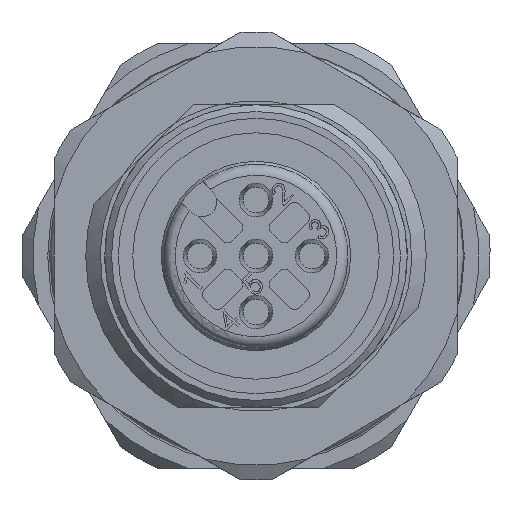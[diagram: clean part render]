
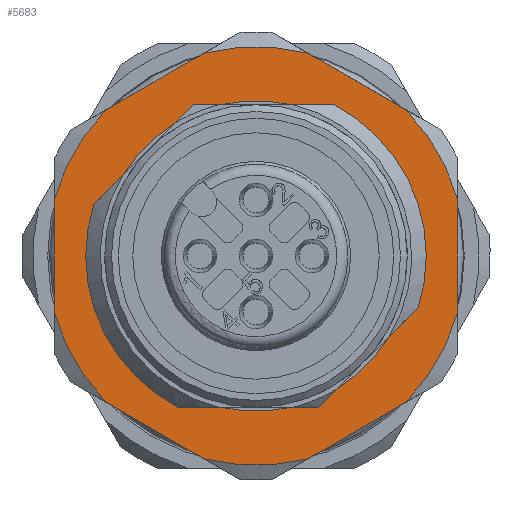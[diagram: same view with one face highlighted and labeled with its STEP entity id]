
A CAD part, left-side view. The second image highlights one B-rep face of the part: STEP entity #5683.
In plain terms, the highlighted planar face has unit normal (-1, 0, 0).
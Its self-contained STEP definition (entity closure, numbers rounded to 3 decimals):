
#848=PLANE('',#6963);
#968=LINE('',#9132,#1447);
#976=LINE('',#9149,#1455);
#980=LINE('',#9166,#1459);
#987=LINE('',#9179,#1466);
#991=LINE('',#9197,#1470);
#995=LINE('',#9214,#1474);
#1003=LINE('',#9231,#1482);
#1006=LINE('',#9245,#1485);
#1202=LINE('',#11273,#1713);
#1203=LINE('',#11277,#1714);
#1204=LINE('',#11281,#1715);
#1205=LINE('',#11285,#1716);
#1206=LINE('',#11289,#1717);
#1207=LINE('',#11293,#1718);
#1447=VECTOR('',#7283,1.);
#1455=VECTOR('',#7291,1.);
#1459=VECTOR('',#7297,1.);
#1466=VECTOR('',#7304,1.);
#1470=VECTOR('',#7310,1.);
#1474=VECTOR('',#7314,1.);
#1482=VECTOR('',#7324,1.);
#1485=VECTOR('',#7327,1.);
#1713=VECTOR('',#8239,1.);
#1714=VECTOR('',#8242,1.);
#1715=VECTOR('',#8245,1.);
#1716=VECTOR('',#8248,1.);
#1717=VECTOR('',#8251,1.);
#1718=VECTOR('',#8254,1.);
#2207=EDGE_LOOP('',(#3519,#3520,#3521,#3522,#3523,#3524,#3525,#3526,#3527,
#3528,#3529,#3530));
#2208=EDGE_LOOP('',(#3531,#3532,#3533,#3534,#3535,#3536,#3537,#3538,#3539,
#3540,#3541,#3542,#3543,#3544));
#3519=ORIENTED_EDGE('',*,*,#4858,.F.);
#3520=ORIENTED_EDGE('',*,*,#4859,.F.);
#3521=ORIENTED_EDGE('',*,*,#4860,.F.);
#3522=ORIENTED_EDGE('',*,*,#4861,.F.);
#3523=ORIENTED_EDGE('',*,*,#4862,.F.);
#3524=ORIENTED_EDGE('',*,*,#4863,.F.);
#3525=ORIENTED_EDGE('',*,*,#4864,.F.);
#3526=ORIENTED_EDGE('',*,*,#4865,.F.);
#3527=ORIENTED_EDGE('',*,*,#4866,.F.);
#3528=ORIENTED_EDGE('',*,*,#4867,.F.);
#3529=ORIENTED_EDGE('',*,*,#4868,.F.);
#3530=ORIENTED_EDGE('',*,*,#4869,.F.);
#3531=ORIENTED_EDGE('',*,*,#4870,.F.);
#3532=ORIENTED_EDGE('',*,*,#4293,.T.);
#3533=ORIENTED_EDGE('',*,*,#4314,.T.);
#3534=ORIENTED_EDGE('',*,*,#4871,.F.);
#3535=ORIENTED_EDGE('',*,*,#4307,.T.);
#3536=ORIENTED_EDGE('',*,*,#4289,.T.);
#3537=ORIENTED_EDGE('',*,*,#4334,.F.);
#3538=ORIENTED_EDGE('',*,*,#4872,.F.);
#3539=ORIENTED_EDGE('',*,*,#4339,.F.);
#3540=ORIENTED_EDGE('',*,*,#4320,.F.);
#3541=ORIENTED_EDGE('',*,*,#4873,.F.);
#3542=ORIENTED_EDGE('',*,*,#4326,.F.);
#3543=ORIENTED_EDGE('',*,*,#4285,.T.);
#3544=ORIENTED_EDGE('',*,*,#4301,.T.);
#4285=EDGE_CURVE('',#5995,#5996,#5172,.T.);
#4289=EDGE_CURVE('',#5999,#6000,#5174,.T.);
#4293=EDGE_CURVE('',#6003,#6004,#968,.T.);
#4301=EDGE_CURVE('',#5996,#6011,#976,.T.);
#4307=EDGE_CURVE('',#6016,#5999,#980,.T.);
#4314=EDGE_CURVE('',#6004,#6021,#987,.T.);
#4320=EDGE_CURVE('',#6026,#6027,#991,.T.);
#4326=EDGE_CURVE('',#5995,#6032,#995,.T.);
#4334=EDGE_CURVE('',#6039,#6000,#1003,.T.);
#4339=EDGE_CURVE('',#6027,#6043,#1006,.T.);
#4858=EDGE_CURVE('',#6391,#6392,#5327,.T.);
#4859=EDGE_CURVE('',#6393,#6391,#1202,.T.);
#4860=EDGE_CURVE('',#6394,#6393,#5328,.T.);
#4861=EDGE_CURVE('',#6395,#6394,#1203,.T.);
#4862=EDGE_CURVE('',#6396,#6395,#5329,.T.);
#4863=EDGE_CURVE('',#6397,#6396,#1204,.T.);
#4864=EDGE_CURVE('',#6398,#6397,#5330,.T.);
#4865=EDGE_CURVE('',#6399,#6398,#1205,.T.);
#4866=EDGE_CURVE('',#6400,#6399,#5331,.T.);
#4867=EDGE_CURVE('',#6401,#6400,#1206,.T.);
#4868=EDGE_CURVE('',#6402,#6401,#5332,.T.);
#4869=EDGE_CURVE('',#6392,#6402,#1207,.T.);
#4870=EDGE_CURVE('',#6003,#6011,#5333,.T.);
#4871=EDGE_CURVE('',#6016,#6021,#5334,.T.);
#4872=EDGE_CURVE('',#6043,#6039,#5335,.T.);
#4873=EDGE_CURVE('',#6032,#6026,#5336,.T.);
#5172=CIRCLE('',#6603,7.6);
#5174=CIRCLE('',#6606,7.6);
#5327=CIRCLE('',#6953,9.346);
#5328=CIRCLE('',#6954,9.346);
#5329=CIRCLE('',#6955,9.346);
#5330=CIRCLE('',#6956,9.346);
#5331=CIRCLE('',#6957,9.346);
#5332=CIRCLE('',#6958,9.346);
#5333=CIRCLE('',#6959,6.93);
#5334=CIRCLE('',#6960,6.93);
#5335=CIRCLE('',#6961,6.93);
#5336=CIRCLE('',#6962,6.93);
#5683=ADVANCED_FACE('',(#5928,#5929),#848,.F.);
#5928=FACE_BOUND('',#2207,.T.);
#5929=FACE_BOUND('',#2208,.T.);
#5995=VERTEX_POINT('',#9115);
#5996=VERTEX_POINT('',#9116);
#5999=VERTEX_POINT('',#9124);
#6000=VERTEX_POINT('',#9125);
#6003=VERTEX_POINT('',#9133);
#6004=VERTEX_POINT('',#9134);
#6011=VERTEX_POINT('',#9148);
#6016=VERTEX_POINT('',#9167);
#6021=VERTEX_POINT('',#9178);
#6026=VERTEX_POINT('',#9196);
#6027=VERTEX_POINT('',#9198);
#6032=VERTEX_POINT('',#9215);
#6039=VERTEX_POINT('',#9230);
#6043=VERTEX_POINT('',#9246);
#6391=VERTEX_POINT('',#11271);
#6392=VERTEX_POINT('',#11272);
#6393=VERTEX_POINT('',#11274);
#6394=VERTEX_POINT('',#11276);
#6395=VERTEX_POINT('',#11278);
#6396=VERTEX_POINT('',#11280);
#6397=VERTEX_POINT('',#11282);
#6398=VERTEX_POINT('',#11284);
#6399=VERTEX_POINT('',#11286);
#6400=VERTEX_POINT('',#11288);
#6401=VERTEX_POINT('',#11290);
#6402=VERTEX_POINT('',#11292);
#6603=AXIS2_PLACEMENT_3D('',#9114,#7267,#7268);
#6606=AXIS2_PLACEMENT_3D('',#9123,#7275,#7276);
#6953=AXIS2_PLACEMENT_3D('',#11270,#8237,#8238);
#6954=AXIS2_PLACEMENT_3D('',#11275,#8240,#8241);
#6955=AXIS2_PLACEMENT_3D('',#11279,#8243,#8244);
#6956=AXIS2_PLACEMENT_3D('',#11283,#8246,#8247);
#6957=AXIS2_PLACEMENT_3D('',#11287,#8249,#8250);
#6958=AXIS2_PLACEMENT_3D('',#11291,#8252,#8253);
#6959=AXIS2_PLACEMENT_3D('',#11294,#8255,#8256);
#6960=AXIS2_PLACEMENT_3D('',#11295,#8257,#8258);
#6961=AXIS2_PLACEMENT_3D('',#11296,#8259,#8260);
#6962=AXIS2_PLACEMENT_3D('',#11297,#8261,#8262);
#6963=AXIS2_PLACEMENT_3D('',#11298,#8263,#8264);
#7267=DIRECTION('',(1.,0.,0.));
#7268=DIRECTION('',(0.,0.,-1.));
#7275=DIRECTION('',(1.,0.,0.));
#7276=DIRECTION('',(0.,0.,-1.));
#7283=DIRECTION('',(0.,-0.707,0.707));
#7291=DIRECTION('',(0.,-0.707,0.707));
#7297=DIRECTION('',(0.,-1.,0.));
#7304=DIRECTION('',(0.,-1.,0.));
#7310=DIRECTION('',(0.,-1.,0.));
#7314=DIRECTION('',(0.,-1.,0.));
#7324=DIRECTION('',(0.,-0.707,0.707));
#7327=DIRECTION('',(0.,-0.707,0.707));
#8237=DIRECTION('',(1.,0.,0.));
#8238=DIRECTION('',(0.,-1.,0.));
#8239=DIRECTION('',(0.,0.,-1.));
#8240=DIRECTION('',(1.,0.,0.));
#8241=DIRECTION('',(0.,-1.,0.));
#8242=DIRECTION('',(0.,-0.866,-0.5));
#8243=DIRECTION('',(1.,0.,0.));
#8244=DIRECTION('',(0.,-1.,0.));
#8245=DIRECTION('',(0.,-0.866,0.5));
#8246=DIRECTION('',(1.,0.,0.));
#8247=DIRECTION('',(0.,-1.,0.));
#8248=DIRECTION('',(0.,0.,1.));
#8249=DIRECTION('',(1.,0.,0.));
#8250=DIRECTION('',(0.,-1.,0.));
#8251=DIRECTION('',(0.,0.866,0.5));
#8252=DIRECTION('',(1.,0.,0.));
#8253=DIRECTION('',(0.,-1.,0.));
#8254=DIRECTION('',(0.,0.866,-0.5));
#8255=DIRECTION('',(-1.,0.,0.));
#8256=DIRECTION('',(0.,0.,-1.));
#8257=DIRECTION('',(-1.,0.,0.));
#8258=DIRECTION('',(0.,0.,-1.));
#8259=DIRECTION('',(-1.,0.,0.));
#8260=DIRECTION('',(0.,0.,-1.));
#8261=DIRECTION('',(-1.,0.,0.));
#8262=DIRECTION('',(0.,0.,-1.));
#8263=DIRECTION('',(1.,0.,0.));
#8264=DIRECTION('',(0.,-1.,0.));
#9114=CARTESIAN_POINT('',(9.5,0.,0.));
#9115=CARTESIAN_POINT('',(9.5,3.492,-6.75));
#9116=CARTESIAN_POINT('',(9.5,7.243,2.303));
#9123=CARTESIAN_POINT('',(9.5,0.,0.));
#9124=CARTESIAN_POINT('',(9.5,-3.492,6.75));
#9125=CARTESIAN_POINT('',(9.5,-7.243,-2.303));
#9132=CARTESIAN_POINT('',(9.5,8.835,0.711));
#9133=CARTESIAN_POINT('',(9.5,3.663,5.883));
#9134=CARTESIAN_POINT('',(9.5,2.796,6.75));
#9148=CARTESIAN_POINT('',(9.5,5.883,3.663));
#9149=CARTESIAN_POINT('',(9.5,8.835,0.711));
#9166=CARTESIAN_POINT('',(9.5,2.796,6.75));
#9167=CARTESIAN_POINT('',(9.5,-1.569,6.75));
#9178=CARTESIAN_POINT('',(9.5,1.569,6.75));
#9179=CARTESIAN_POINT('',(9.5,2.796,6.75));
#9196=CARTESIAN_POINT('',(9.5,-1.569,-6.75));
#9197=CARTESIAN_POINT('',(9.5,5.744,-6.75));
#9198=CARTESIAN_POINT('',(9.5,-2.796,-6.75));
#9214=CARTESIAN_POINT('',(9.5,5.744,-6.75));
#9215=CARTESIAN_POINT('',(9.5,1.569,-6.75));
#9230=CARTESIAN_POINT('',(9.5,-5.883,-3.663));
#9231=CARTESIAN_POINT('',(9.5,-2.796,-6.75));
#9245=CARTESIAN_POINT('',(9.5,-2.796,-6.75));
#9246=CARTESIAN_POINT('',(9.5,-3.663,-5.883));
#11270=CARTESIAN_POINT('',(9.5,0.,0.));
#11271=CARTESIAN_POINT('',(9.5,-9.,-2.521));
#11272=CARTESIAN_POINT('',(9.5,-6.683,-6.534));
#11273=CARTESIAN_POINT('',(9.5,-9.,4.359));
#11274=CARTESIAN_POINT('',(9.5,-9.,2.521));
#11275=CARTESIAN_POINT('',(9.5,0.,0.));
#11276=CARTESIAN_POINT('',(9.5,-6.683,6.534));
#11277=CARTESIAN_POINT('',(9.5,-0.725,9.974));
#11278=CARTESIAN_POINT('',(9.5,-2.317,9.055));
#11279=CARTESIAN_POINT('',(9.5,0.,0.));
#11280=CARTESIAN_POINT('',(9.5,2.317,9.055));
#11281=CARTESIAN_POINT('',(9.5,8.275,5.615));
#11282=CARTESIAN_POINT('',(9.5,6.683,6.534));
#11283=CARTESIAN_POINT('',(9.5,0.,0.));
#11284=CARTESIAN_POINT('',(9.5,9.,2.521));
#11285=CARTESIAN_POINT('',(9.5,9.,-4.359));
#11286=CARTESIAN_POINT('',(9.5,9.,-2.521));
#11287=CARTESIAN_POINT('',(9.5,0.,0.));
#11288=CARTESIAN_POINT('',(9.5,6.683,-6.534));
#11289=CARTESIAN_POINT('',(9.5,0.725,-9.974));
#11290=CARTESIAN_POINT('',(9.5,2.317,-9.055));
#11291=CARTESIAN_POINT('',(9.5,0.,0.));
#11292=CARTESIAN_POINT('',(9.5,-2.317,-9.055));
#11293=CARTESIAN_POINT('',(9.5,-8.275,-5.615));
#11294=CARTESIAN_POINT('',(9.5,0.,0.));
#11295=CARTESIAN_POINT('',(9.5,0.,0.));
#11296=CARTESIAN_POINT('',(9.5,0.,0.));
#11297=CARTESIAN_POINT('',(9.5,0.,0.));
#11298=CARTESIAN_POINT('',(9.5,0.,0.));
